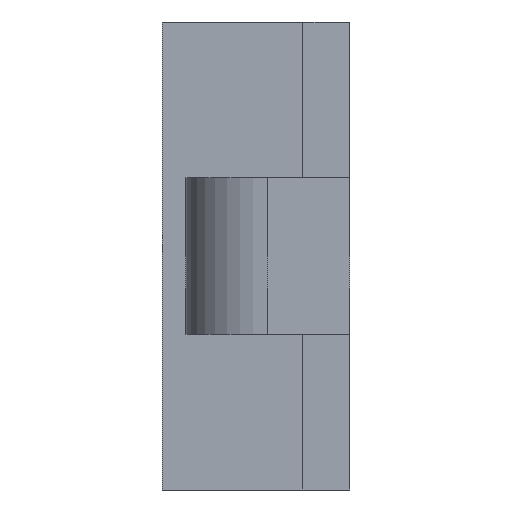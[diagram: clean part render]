
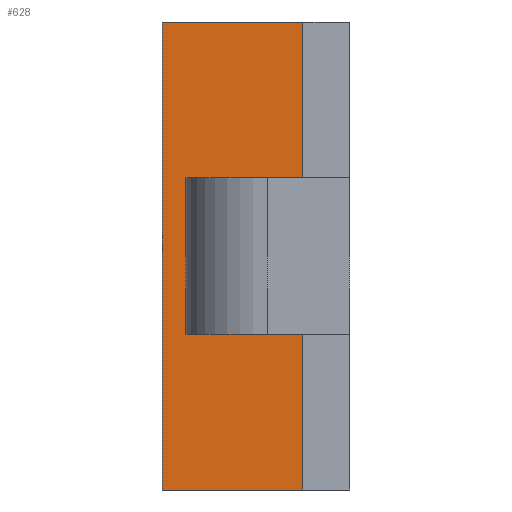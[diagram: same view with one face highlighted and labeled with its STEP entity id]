
A CAD part, left-side view. The second image highlights one B-rep face of the part: STEP entity #628.
In plain terms, the highlighted planar face has unit normal (-1, 0, 0).
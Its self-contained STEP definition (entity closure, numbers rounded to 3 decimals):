
#52=FACE_OUTER_BOUND('',#89,.T.);
#89=EDGE_LOOP('',(#529,#530,#531,#532));
#152=LINE('',#973,#227);
#176=LINE('',#1022,#251);
#177=LINE('',#1025,#252);
#178=LINE('',#1026,#253);
#227=VECTOR('',#793,10.);
#251=VECTOR('',#839,10.);
#252=VECTOR('',#842,10.);
#253=VECTOR('',#843,10.);
#301=VERTEX_POINT('',#970);
#302=VERTEX_POINT('',#972);
#316=VERTEX_POINT('',#1019);
#317=VERTEX_POINT('',#1024);
#370=EDGE_CURVE('',#301,#302,#152,.T.);
#396=EDGE_CURVE('',#316,#302,#176,.T.);
#397=EDGE_CURVE('',#316,#317,#177,.T.);
#398=EDGE_CURVE('',#317,#301,#178,.T.);
#529=ORIENTED_EDGE('',*,*,#397,.F.);
#530=ORIENTED_EDGE('',*,*,#396,.T.);
#531=ORIENTED_EDGE('',*,*,#370,.F.);
#532=ORIENTED_EDGE('',*,*,#398,.F.);
#598=PLANE('',#694);
#628=ADVANCED_FACE('',(#52),#598,.T.);
#694=AXIS2_PLACEMENT_3D('',#1023,#840,#841);
#793=DIRECTION('',(0.,1.,0.));
#839=DIRECTION('',(0.,0.,-1.));
#840=DIRECTION('center_axis',(-1.,0.,0.));
#841=DIRECTION('ref_axis',(0.,1.,0.));
#842=DIRECTION('',(0.,-1.,0.));
#843=DIRECTION('',(0.,0.,-1.));
#970=CARTESIAN_POINT('',(-5.15,1.,-10.));
#972=CARTESIAN_POINT('',(-5.15,4.,-10.));
#973=CARTESIAN_POINT('',(-5.15,4.,-10.));
#1019=CARTESIAN_POINT('',(-5.15,4.,0.));
#1022=CARTESIAN_POINT('',(-5.15,4.,0.));
#1023=CARTESIAN_POINT('Origin',(-5.15,1.,0.));
#1024=CARTESIAN_POINT('',(-5.15,1.,0.));
#1025=CARTESIAN_POINT('',(-5.15,4.,0.));
#1026=CARTESIAN_POINT('',(-5.15,1.,0.));
